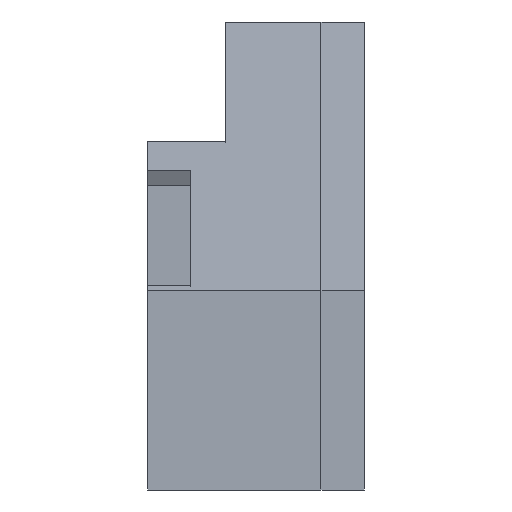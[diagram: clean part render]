
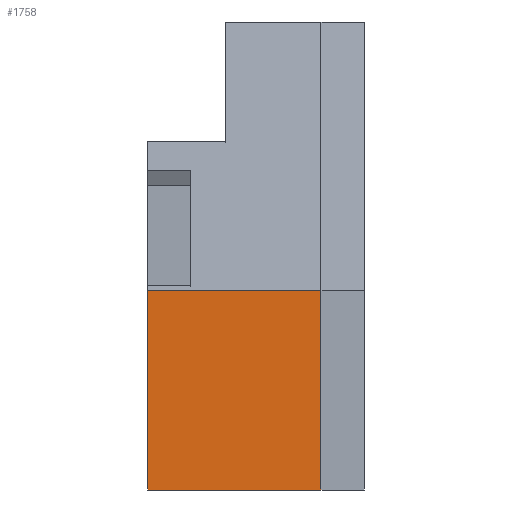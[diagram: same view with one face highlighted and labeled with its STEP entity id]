
A CAD part, left-side view. The second image highlights one B-rep face of the part: STEP entity #1758.
In plain terms, the highlighted planar face has unit normal (-1, 0, 0).
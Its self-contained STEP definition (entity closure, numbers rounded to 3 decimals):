
#189 = PLANE('',#190);
#190 = AXIS2_PLACEMENT_3D('',#191,#192,#193);
#191 = CARTESIAN_POINT('',(-57.,-38.,-137.));
#192 = DIRECTION('',(1.,0.,0.));
#193 = DIRECTION('',(0.,0.,-1.));
#435 = VERTEX_POINT('',#436);
#436 = CARTESIAN_POINT('',(-57.,-38.,-160.));
#551 = PLANE('',#552);
#552 = AXIS2_PLACEMENT_3D('',#553,#554,#555);
#553 = CARTESIAN_POINT('',(-55.,-38.,-160.));
#554 = DIRECTION('',(0.,0.,1.));
#555 = DIRECTION('',(-1.,0.,0.));
#677 = VERTEX_POINT('',#678);
#678 = CARTESIAN_POINT('',(-57.,-38.,-137.));
#713 = PLANE('',#714);
#714 = AXIS2_PLACEMENT_3D('',#715,#716,#717);
#715 = CARTESIAN_POINT('',(-57.,-38.,-137.));
#716 = DIRECTION('',(0.475,0.,-0.88));
#717 = DIRECTION('',(0.88,0.,0.475));
#731 = EDGE_CURVE('',#677,#435,#732,.T.);
#732 = SURFACE_CURVE('',#733,(#737,#744),.PCURVE_S1.);
#733 = LINE('',#734,#735);
#734 = CARTESIAN_POINT('',(-57.,-38.,-137.));
#735 = VECTOR('',#736,1.);
#736 = DIRECTION('',(0.,0.,-1.));
#737 = PCURVE('',#189,#738);
#738 = DEFINITIONAL_REPRESENTATION('',(#739),#743);
#739 = LINE('',#740,#741);
#740 = CARTESIAN_POINT('',(0.,0.));
#741 = VECTOR('',#742,1.);
#742 = DIRECTION('',(1.,0.));
#743 = ( GEOMETRIC_REPRESENTATION_CONTEXT(2) 
PARAMETRIC_REPRESENTATION_CONTEXT() REPRESENTATION_CONTEXT('2D SPACE',''
  ) );
#744 = PCURVE('',#745,#750);
#745 = PLANE('',#746);
#746 = AXIS2_PLACEMENT_3D('',#747,#748,#749);
#747 = CARTESIAN_POINT('',(-57.,-38.,-160.));
#748 = DIRECTION('',(1.,0.,0.));
#749 = DIRECTION('',(0.,0.,1.));
#750 = DEFINITIONAL_REPRESENTATION('',(#751),#755);
#751 = LINE('',#752,#753);
#752 = CARTESIAN_POINT('',(23.,0.));
#753 = VECTOR('',#754,1.);
#754 = DIRECTION('',(-1.,0.));
#755 = ( GEOMETRIC_REPRESENTATION_CONTEXT(2) 
PARAMETRIC_REPRESENTATION_CONTEXT() REPRESENTATION_CONTEXT('2D SPACE',''
  ) );
#1114 = VERTEX_POINT('',#1115);
#1115 = CARTESIAN_POINT('',(-57.,-18.,-160.));
#1129 = PLANE('',#1130);
#1130 = AXIS2_PLACEMENT_3D('',#1131,#1132,#1133);
#1131 = CARTESIAN_POINT('',(-7.548,-18.,-127.405));
#1132 = DIRECTION('',(0.,1.,0.));
#1133 = DIRECTION('',(0.,0.,1.));
#1141 = EDGE_CURVE('',#435,#1114,#1142,.T.);
#1142 = SURFACE_CURVE('',#1143,(#1147,#1154),.PCURVE_S1.);
#1143 = LINE('',#1144,#1145);
#1144 = CARTESIAN_POINT('',(-57.,-38.,-160.));
#1145 = VECTOR('',#1146,1.);
#1146 = DIRECTION('',(0.,1.,0.));
#1147 = PCURVE('',#551,#1148);
#1148 = DEFINITIONAL_REPRESENTATION('',(#1149),#1153);
#1149 = LINE('',#1150,#1151);
#1150 = CARTESIAN_POINT('',(2.,0.));
#1151 = VECTOR('',#1152,1.);
#1152 = DIRECTION('',(0.,-1.));
#1153 = ( GEOMETRIC_REPRESENTATION_CONTEXT(2) 
PARAMETRIC_REPRESENTATION_CONTEXT() REPRESENTATION_CONTEXT('2D SPACE',''
  ) );
#1154 = PCURVE('',#745,#1155);
#1155 = DEFINITIONAL_REPRESENTATION('',(#1156),#1160);
#1156 = LINE('',#1157,#1158);
#1157 = CARTESIAN_POINT('',(0.,0.));
#1158 = VECTOR('',#1159,1.);
#1159 = DIRECTION('',(0.,-1.));
#1160 = ( GEOMETRIC_REPRESENTATION_CONTEXT(2) 
PARAMETRIC_REPRESENTATION_CONTEXT() REPRESENTATION_CONTEXT('2D SPACE',''
  ) );
#1552 = EDGE_CURVE('',#677,#1553,#1555,.T.);
#1553 = VERTEX_POINT('',#1554);
#1554 = CARTESIAN_POINT('',(-57.,-18.,-137.));
#1555 = SURFACE_CURVE('',#1556,(#1560,#1567),.PCURVE_S1.);
#1556 = LINE('',#1557,#1558);
#1557 = CARTESIAN_POINT('',(-57.,-38.,-137.));
#1558 = VECTOR('',#1559,1.);
#1559 = DIRECTION('',(0.,1.,0.));
#1560 = PCURVE('',#713,#1561);
#1561 = DEFINITIONAL_REPRESENTATION('',(#1562),#1566);
#1562 = LINE('',#1563,#1564);
#1563 = CARTESIAN_POINT('',(0.,0.));
#1564 = VECTOR('',#1565,1.);
#1565 = DIRECTION('',(0.,-1.));
#1566 = ( GEOMETRIC_REPRESENTATION_CONTEXT(2) 
PARAMETRIC_REPRESENTATION_CONTEXT() REPRESENTATION_CONTEXT('2D SPACE',''
  ) );
#1567 = PCURVE('',#745,#1568);
#1568 = DEFINITIONAL_REPRESENTATION('',(#1569),#1573);
#1569 = LINE('',#1570,#1571);
#1570 = CARTESIAN_POINT('',(23.,0.));
#1571 = VECTOR('',#1572,1.);
#1572 = DIRECTION('',(0.,-1.));
#1573 = ( GEOMETRIC_REPRESENTATION_CONTEXT(2) 
PARAMETRIC_REPRESENTATION_CONTEXT() REPRESENTATION_CONTEXT('2D SPACE',''
  ) );
#1758 = ADVANCED_FACE('',(#1759),#745,.F.);
#1759 = FACE_BOUND('',#1760,.F.);
#1760 = EDGE_LOOP('',(#1761,#1762,#1783,#1784));
#1761 = ORIENTED_EDGE('',*,*,#1141,.T.);
#1762 = ORIENTED_EDGE('',*,*,#1763,.T.);
#1763 = EDGE_CURVE('',#1114,#1553,#1764,.T.);
#1764 = SURFACE_CURVE('',#1765,(#1769,#1776),.PCURVE_S1.);
#1765 = LINE('',#1766,#1767);
#1766 = CARTESIAN_POINT('',(-57.,-18.,-160.));
#1767 = VECTOR('',#1768,1.);
#1768 = DIRECTION('',(0.,0.,1.));
#1769 = PCURVE('',#745,#1770);
#1770 = DEFINITIONAL_REPRESENTATION('',(#1771),#1775);
#1771 = LINE('',#1772,#1773);
#1772 = CARTESIAN_POINT('',(0.,-20.));
#1773 = VECTOR('',#1774,1.);
#1774 = DIRECTION('',(1.,0.));
#1775 = ( GEOMETRIC_REPRESENTATION_CONTEXT(2) 
PARAMETRIC_REPRESENTATION_CONTEXT() REPRESENTATION_CONTEXT('2D SPACE',''
  ) );
#1776 = PCURVE('',#1129,#1777);
#1777 = DEFINITIONAL_REPRESENTATION('',(#1778),#1782);
#1778 = LINE('',#1779,#1780);
#1779 = CARTESIAN_POINT('',(-32.595,-49.452));
#1780 = VECTOR('',#1781,1.);
#1781 = DIRECTION('',(1.,0.));
#1782 = ( GEOMETRIC_REPRESENTATION_CONTEXT(2) 
PARAMETRIC_REPRESENTATION_CONTEXT() REPRESENTATION_CONTEXT('2D SPACE',''
  ) );
#1783 = ORIENTED_EDGE('',*,*,#1552,.F.);
#1784 = ORIENTED_EDGE('',*,*,#731,.T.);
